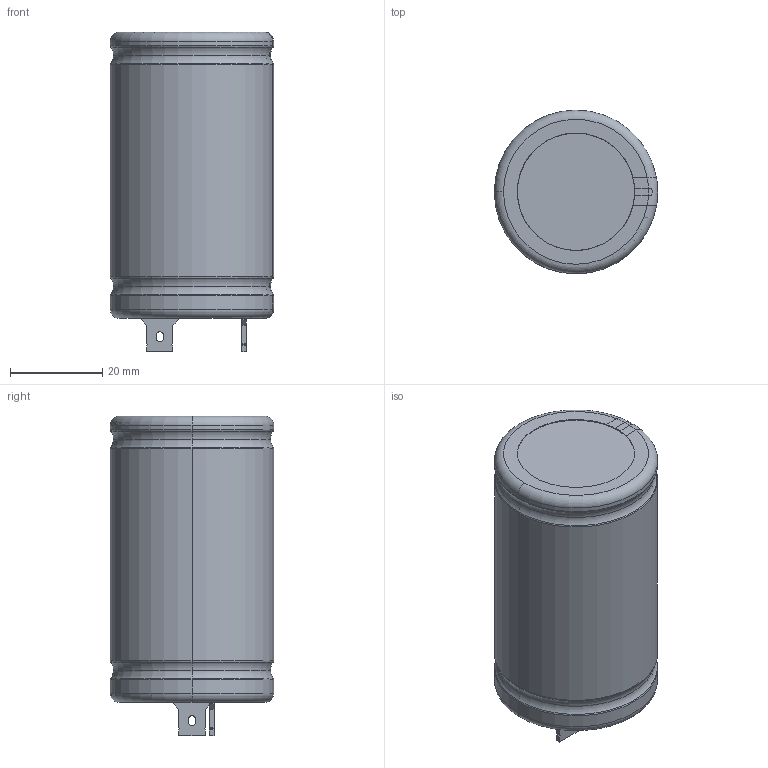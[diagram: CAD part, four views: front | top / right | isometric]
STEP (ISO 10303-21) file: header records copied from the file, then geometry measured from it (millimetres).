
FILE_DESCRIPTION (( 'STEP AP214' ), '1' );
FILE_NAME ('SuperCap_D35.5x62.2 ﾑﾊﾔ-380-3ﾂ0.STEP', '2020-03-04T14:02:57', ( 'Elessar' ), ( '' ), 'SwSTEP 2.0', 'SolidWorks 2018', '' );
FILE_SCHEMA (( 'AUTOMOTIVE_DESIGN' ));
Length unit declared in the file: millimetre
Products named in the file (1): SuperCap_D35.5x62.2 ﾑﾊﾔ-380-3ﾂ0
Bounding box: 35.5 x 35.5 x 69.46 mm (x, y, z)
Volume: 60010.6 mm3; surface area: 9589.1 mm2
Topology: 3 solids, 3 shells, 133 faces, 314 edges, 192 vertices
Faces by surface type: plane 60, torus 41, cylinder 32
Entity records: 4696 total; most frequent: CARTESIAN_POINT 892, DIRECTION 668, ORIENTED_EDGE 628, EDGE_CURVE 314, AXIS2_PLACEMENT_3D 254, VERTEX_POINT 192, LINE 160, VECTOR 160
